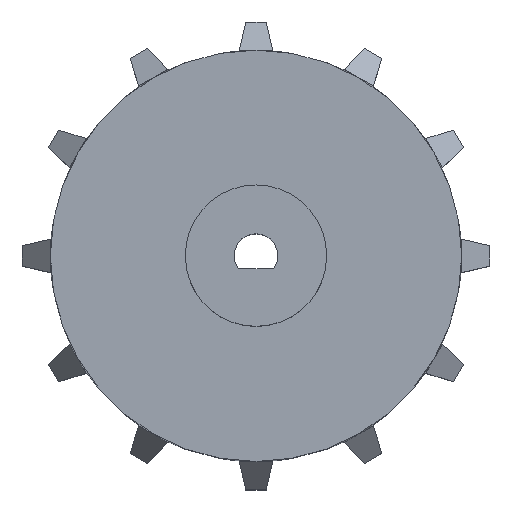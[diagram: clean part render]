
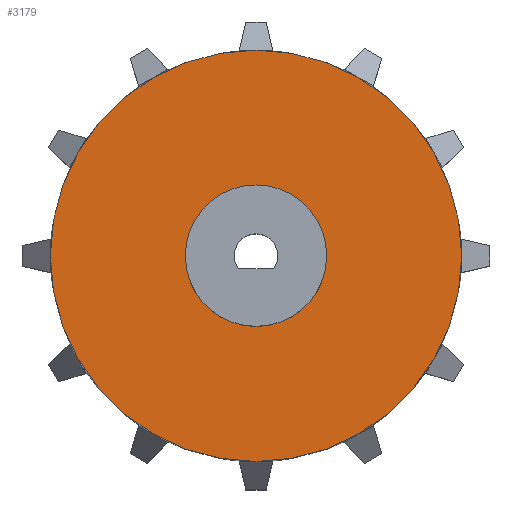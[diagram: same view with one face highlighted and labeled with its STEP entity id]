
A CAD part, top view. The second image highlights one B-rep face of the part: STEP entity #3179.
In plain terms, the highlighted planar face has unit normal (0, 0, 1).
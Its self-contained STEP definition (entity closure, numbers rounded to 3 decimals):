
#322 = CARTESIAN_POINT ( 'NONE',  ( 105.5, 13.956, 8. ) ) ;
#396 = ORIENTED_EDGE ( 'NONE', *, *, #2286, .F. ) ;
#452 = CIRCLE ( 'NONE', #2859, 16. ) ;
#678 = CIRCLE ( 'NONE', #2740, 16. ) ;
#726 = VERTEX_POINT ( 'NONE', #322 ) ;
#776 = DIRECTION ( 'NONE',  ( 1., 0., 0. ) ) ;
#865 = DIRECTION ( 'NONE',  ( 1., 0., 0. ) ) ;
#879 = DIRECTION ( 'NONE',  ( 0., 0., -1. ) ) ;
#977 = AXIS2_PLACEMENT_3D ( 'NONE', #2674, #1048, #3212 ) ;
#996 = FACE_BOUND ( 'NONE', #1463, .T. ) ;
#1029 = CARTESIAN_POINT ( 'NONE',  ( 94.5, 13.956, 8. ) ) ;
#1048 = DIRECTION ( 'NONE',  ( 0., 0., -1. ) ) ;
#1061 = ORIENTED_EDGE ( 'NONE', *, *, #3450, .F. ) ;
#1167 = CIRCLE ( 'NONE', #3242, 5.5 ) ;
#1273 = CIRCLE ( 'NONE', #3354, 5.5 ) ;
#1463 = EDGE_LOOP ( 'NONE', ( #396, #1593 ) ) ;
#1593 = ORIENTED_EDGE ( 'NONE', *, *, #1917, .F. ) ;
#1645 = DIRECTION ( 'NONE',  ( 0., 0., 1. ) ) ;
#1917 = EDGE_CURVE ( 'NONE', #2116, #726, #1273, .T. ) ;
#2055 = CARTESIAN_POINT ( 'NONE',  ( 84., 13.956, 8. ) ) ;
#2116 = VERTEX_POINT ( 'NONE', #1029 ) ;
#2183 = CARTESIAN_POINT ( 'NONE',  ( 100., 13.956, 8. ) ) ;
#2193 = VERTEX_POINT ( 'NONE', #3253 ) ;
#2196 = DIRECTION ( 'NONE',  ( 0., 0., -1. ) ) ;
#2286 = EDGE_CURVE ( 'NONE', #726, #2116, #1167, .T. ) ;
#2308 = CARTESIAN_POINT ( 'NONE',  ( 100., 13.956, 8. ) ) ;
#2497 = CARTESIAN_POINT ( 'NONE',  ( 100., 13.956, 8. ) ) ;
#2666 = EDGE_CURVE ( 'NONE', #2193, #2840, #678, .T. ) ;
#2674 = CARTESIAN_POINT ( 'NONE',  ( 0., 27.913, 8. ) ) ;
#2727 = PLANE ( 'NONE',  #977 ) ;
#2740 = AXIS2_PLACEMENT_3D ( 'NONE', #2497, #2196, #3363 ) ;
#2840 = VERTEX_POINT ( 'NONE', #2055 ) ;
#2859 = AXIS2_PLACEMENT_3D ( 'NONE', #2308, #879, #2891 ) ;
#2891 = DIRECTION ( 'NONE',  ( 1., 0., 0. ) ) ;
#2965 = FACE_OUTER_BOUND ( 'NONE', #3517, .T. ) ;
#3054 = CARTESIAN_POINT ( 'NONE',  ( 100., 13.956, 8. ) ) ;
#3179 = ADVANCED_FACE ( 'NONE', ( #996, #2965 ), #2727, .F. ) ;
#3212 = DIRECTION ( 'NONE',  ( 1., 0., 0. ) ) ;
#3242 = AXIS2_PLACEMENT_3D ( 'NONE', #2183, #1645, #776 ) ;
#3253 = CARTESIAN_POINT ( 'NONE',  ( 116., 13.956, 8. ) ) ;
#3301 = ORIENTED_EDGE ( 'NONE', *, *, #2666, .F. ) ;
#3354 = AXIS2_PLACEMENT_3D ( 'NONE', #3054, #3658, #865 ) ;
#3363 = DIRECTION ( 'NONE',  ( 1., 0., 0. ) ) ;
#3450 = EDGE_CURVE ( 'NONE', #2840, #2193, #452, .T. ) ;
#3517 = EDGE_LOOP ( 'NONE', ( #1061, #3301 ) ) ;
#3658 = DIRECTION ( 'NONE',  ( 0., 0., 1. ) ) ;
